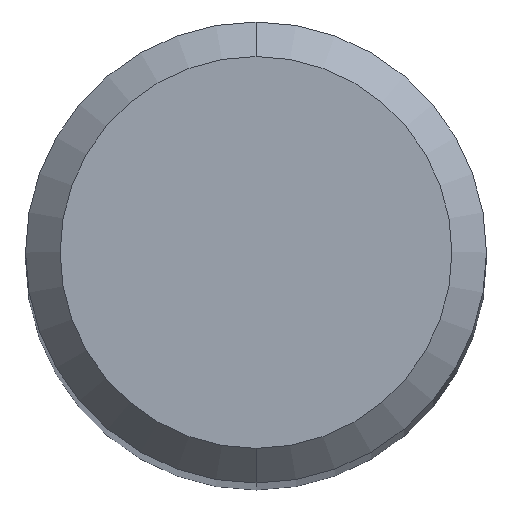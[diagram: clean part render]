
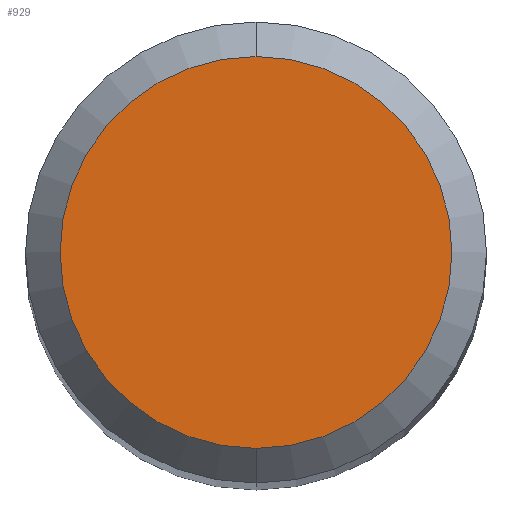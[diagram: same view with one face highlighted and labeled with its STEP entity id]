
A CAD part, top view. The second image highlights one B-rep face of the part: STEP entity #929.
In plain terms, the highlighted planar face has unit normal (0, 0, 1).
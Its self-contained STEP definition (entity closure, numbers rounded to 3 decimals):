
#497=EDGE_CURVE('',#909,#607,#1305,.T.);
#607=VERTEX_POINT('',#1424);
#909=VERTEX_POINT('',#1758);
#929=ADVANCED_FACE('',(#1779),#1780,.T.);
#955=EDGE_CURVE('',#607,#909,#1807,.T.);
#1305=CIRCLE('',#2389,1.7);
#1424=CARTESIAN_POINT('',(0.,-1.7,0.0));
#1758=CARTESIAN_POINT('',(0.0,1.7,0.0));
#1779=FACE_OUTER_BOUND('',#4242,.T.);
#1780=PLANE('',#4243);
#1807=CIRCLE('',#4315,1.7);
#2389=AXIS2_PLACEMENT_3D('',#5413,#5414,#5415);
#4242=EDGE_LOOP('',(#5953,#5954));
#4243=AXIS2_PLACEMENT_3D('',#5955,#5956,#5957);
#4315=AXIS2_PLACEMENT_3D('',#5979,#5980,#5981);
#5413=CARTESIAN_POINT('',(0.0,0.0,0.0));
#5414=DIRECTION('',(0.0,0.0,-1.0));
#5415=DIRECTION('',(0.0,1.0,0.0));
#5953=ORIENTED_EDGE('',*,*,#497,.F.);
#5954=ORIENTED_EDGE('',*,*,#955,.F.);
#5955=CARTESIAN_POINT('',(0.0,0.85,0.0));
#5956=DIRECTION('',(-0.0,0.0,1.0));
#5957=DIRECTION('',(0.0,-1.0,0.0));
#5979=CARTESIAN_POINT('',(0.0,0.0,0.0));
#5980=DIRECTION('',(0.0,0.0,-1.0));
#5981=DIRECTION('',(0.0,1.0,0.0));
